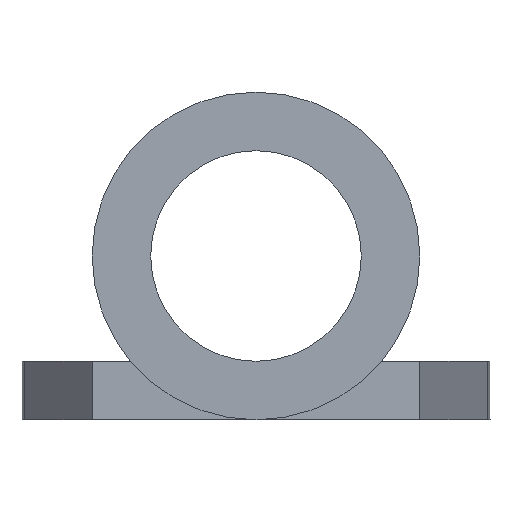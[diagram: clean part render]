
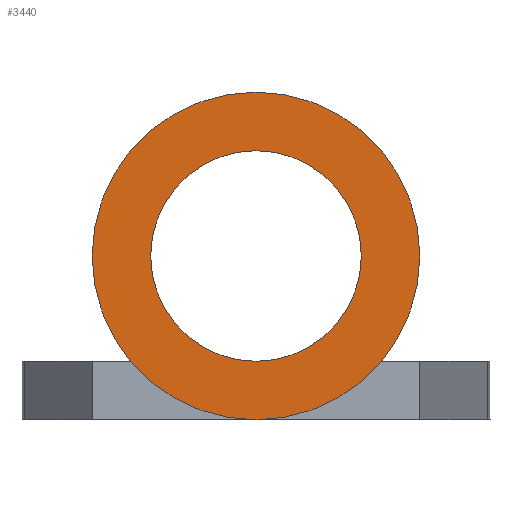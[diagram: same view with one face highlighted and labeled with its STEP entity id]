
A CAD part, front view. The second image highlights one B-rep face of the part: STEP entity #3440.
In plain terms, the highlighted face is planar.
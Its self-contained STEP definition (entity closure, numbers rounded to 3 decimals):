
#2930=CARTESIAN_POINT('',(-5.861,215.041,
125.754));
#2940=VERTEX_POINT('',#2930);
#3050=CARTESIAN_POINT('',(-6.703,209.585,
124.815));
#3060=VERTEX_POINT('',#3050);
#3090=CARTESIAN_POINT('',(-6.282,212.313,
125.285));
#3100=DIRECTION('',(-0.989,0.148,
0.025));
#3110=DIRECTION('',(0.15,0.974,
0.168));
#3120=AXIS2_PLACEMENT_3D('',#3090,#3100,#3110);
#3130=CIRCLE('',#3120,2.8);
#3140=EDGE_CURVE('',#3060,#2940,#3130,.T.);
#3190=CARTESIAN_POINT('',(-6.282,211.923,
127.551));
#3200=DIRECTION('',(-0.989,0.148,
0.025));
#3210=DIRECTION('',(0.15,0.974,
0.168));
#3220=AXIS2_PLACEMENT_3D('',#3190,#3200,#3210);
#3230=PLANE('',#3220);
#3240=EDGE_CURVE('',#2940,#3060,#3130,.T.);
#3250=ORIENTED_EDGE('',*,*,#3240,.T.);
#3260=ORIENTED_EDGE('',*,*,#3140,.T.);
#3270=EDGE_LOOP('',(#3260,#3250));
#3280=FACE_OUTER_BOUND('',#3270,.T.);
#3290=CARTESIAN_POINT('',(-6.282,212.313,
125.285));
#3300=DIRECTION('',(-0.989,0.148,
0.025));
#3310=DIRECTION('',(0.15,0.974,
0.168));
#3320=AXIS2_PLACEMENT_3D('',#3290,#3300,#3310);
#3330=CIRCLE('',#3320,1.8);
#3340=CARTESIAN_POINT('',(-6.012,214.067,
125.586));
#3350=VERTEX_POINT('',#3340);
#3360=CARTESIAN_POINT('',(-6.552,210.559,
124.983));
#3370=VERTEX_POINT('',#3360);
#3380=EDGE_CURVE('',#3350,#3370,#3330,.T.);
#3390=ORIENTED_EDGE('',*,*,#3380,.F.);
#3400=EDGE_CURVE('',#3370,#3350,#3330,.T.);
#3410=ORIENTED_EDGE('',*,*,#3400,.F.);
#3420=EDGE_LOOP('',(#3410,#3390));
#3430=FACE_BOUND('',#3420,.T.);
#3440=ADVANCED_FACE('',(#3280,#3430),#3230,.T.);
